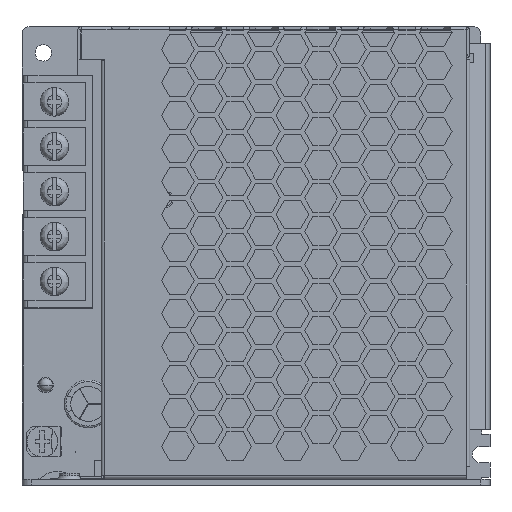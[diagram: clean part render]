
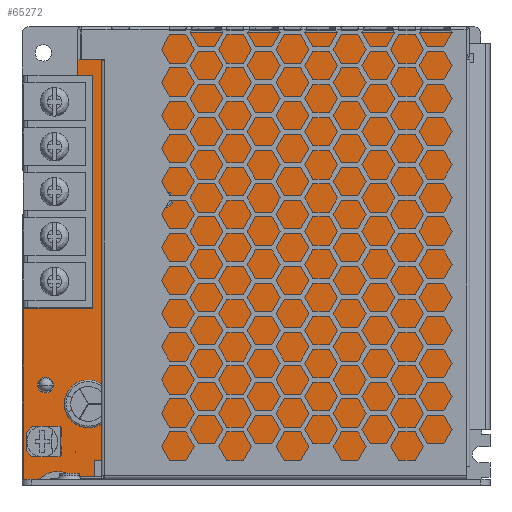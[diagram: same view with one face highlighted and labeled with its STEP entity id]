
A CAD part, top view. The second image highlights one B-rep face of the part: STEP entity #65272.
In plain terms, the highlighted planar face has unit normal (0, 0, 1).
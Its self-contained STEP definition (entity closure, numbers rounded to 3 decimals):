
#64875=DIRECTION('',(1.,0.,0.));
#64876=VECTOR('',#64875,11.483);
#64877=CARTESIAN_POINT('',(-299.417,290.025,0.));
#64878=LINE('',#64877,#64876);
#64882=DIRECTION('',(0.,1.,0.));
#64883=VECTOR('',#64882,4.);
#64884=CARTESIAN_POINT('',(-253.617,204.625,0.));
#64885=LINE('',#64884,#64883);
#64889=DIRECTION('',(-1.,0.,0.));
#64890=VECTOR('',#64889,30.8);
#64891=CARTESIAN_POINT('',(-253.617,208.625,0.));
#64892=LINE('',#64891,#64890);
#64896=DIRECTION('',(0.,-1.,0.));
#64897=VECTOR('',#64896,4.);
#64898=CARTESIAN_POINT('',(-284.417,208.625,0.));
#64899=LINE('',#64898,#64897);
#64903=CARTESIAN_POINT('',(-269.417,263.85,0.));
#64904=DIRECTION('',(0.,0.,1.));
#64905=DIRECTION('',(-1.,0.,0.));
#64906=AXIS2_PLACEMENT_3D('',#64903,#64904,#64905);
#64911=CARTESIAN_POINT('',(-269.417,263.85,0.));
#64912=DIRECTION('',(0.,0.,1.));
#64913=DIRECTION('',(1.,0.,0.));
#64914=AXIS2_PLACEMENT_3D('',#64911,#64912,#64913);
#64919=CARTESIAN_POINT('',(-288.371,210.372,0.));
#64920=DIRECTION('',(0.,0.,1.));
#64921=DIRECTION('',(-1.,0.,0.));
#64922=AXIS2_PLACEMENT_3D('',#64919,#64920,#64921);
#64927=CARTESIAN_POINT('',(-288.371,210.372,0.));
#64928=DIRECTION('',(0.,0.,1.));
#64929=DIRECTION('',(1.,0.,0.));
#64930=AXIS2_PLACEMENT_3D('',#64927,#64928,#64929);
#64935=DIRECTION('',(0.,-1.,0.));
#64936=VECTOR('',#64935,85.4);
#64937=CARTESIAN_POINT('',(-299.417,290.025,0.));
#64938=LINE('',#64937,#64936);
#64963=DIRECTION('',(1.,0.,0.));
#64964=VECTOR('',#64963,15.);
#64965=CARTESIAN_POINT('',(-299.417,204.625,0.));
#64966=LINE('',#64965,#64964);
#65079=DIRECTION('',(0.,-1.,0.));
#65080=VECTOR('',#65079,9.);
#65081=CARTESIAN_POINT('',(-287.934,299.025,0.));
#65082=LINE('',#65081,#65080);
#65093=DIRECTION('',(-1.,0.,0.));
#65094=VECTOR('',#65093,80.517);
#65095=CARTESIAN_POINT('',(-207.417,299.025,0.));
#65096=LINE('',#65095,#65094);
#65100=DIRECTION('',(0.,1.,0.));
#65101=VECTOR('',#65100,94.4);
#65102=CARTESIAN_POINT('',(-207.417,204.625,0.));
#65103=LINE('',#65102,#65101);
#65128=DIRECTION('',(1.,0.,0.));
#65129=VECTOR('',#65128,46.2);
#65130=CARTESIAN_POINT('',(-253.617,204.625,0.));
#65131=LINE('',#65130,#65129);
#65177=CARTESIAN_POINT('',(-299.417,290.025,0.));
#65178=CARTESIAN_POINT('',(-299.417,204.625,0.));
#65179=VERTEX_POINT('',#65177);
#65180=VERTEX_POINT('',#65178);
#65181=CARTESIAN_POINT('',(-287.934,290.025,0.));
#65182=VERTEX_POINT('',#65181);
#65183=CARTESIAN_POINT('',(-287.934,299.025,0.));
#65184=VERTEX_POINT('',#65183);
#65185=CARTESIAN_POINT('',(-207.417,299.025,0.));
#65186=VERTEX_POINT('',#65185);
#65187=CARTESIAN_POINT('',(-207.417,204.625,0.));
#65188=VERTEX_POINT('',#65187);
#65189=CARTESIAN_POINT('',(-253.617,204.625,0.));
#65190=VERTEX_POINT('',#65189);
#65191=CARTESIAN_POINT('',(-253.617,208.625,0.));
#65192=VERTEX_POINT('',#65191);
#65193=CARTESIAN_POINT('',(-284.417,208.625,0.));
#65194=VERTEX_POINT('',#65193);
#65195=CARTESIAN_POINT('',(-284.417,204.625,0.));
#65196=VERTEX_POINT('',#65195);
#65197=CARTESIAN_POINT('',(-271.167,263.85,0.));
#65198=CARTESIAN_POINT('',(-267.667,263.85,0.));
#65199=VERTEX_POINT('',#65197);
#65200=VERTEX_POINT('',#65198);
#65201=CARTESIAN_POINT('',(-288.433,210.372,0.));
#65202=CARTESIAN_POINT('',(-288.308,210.372,0.));
#65203=VERTEX_POINT('',#65201);
#65204=VERTEX_POINT('',#65202);
#65233=CARTESIAN_POINT('',(0.,0.,0.));
#65234=DIRECTION('',(0.,0.,1.));
#65235=DIRECTION('',(1.,0.,0.));
#65236=AXIS2_PLACEMENT_3D('',#65233,#65234,#65235);
#65237=PLANE('',#65236);
#65239=ORIENTED_EDGE('',*,*,#65238,.F.);
#65241=ORIENTED_EDGE('',*,*,#65240,.T.);
#65243=ORIENTED_EDGE('',*,*,#65242,.F.);
#65245=ORIENTED_EDGE('',*,*,#65244,.F.);
#65247=ORIENTED_EDGE('',*,*,#65246,.F.);
#65249=ORIENTED_EDGE('',*,*,#65248,.F.);
#65251=ORIENTED_EDGE('',*,*,#65250,.T.);
#65253=ORIENTED_EDGE('',*,*,#65252,.T.);
#65255=ORIENTED_EDGE('',*,*,#65254,.T.);
#65257=ORIENTED_EDGE('',*,*,#65256,.F.);
#65258=EDGE_LOOP('',(#65239,#65241,#65243,#65245,#65247,#65249,#65251,#65253,
#65255,#65257));
#65259=FACE_OUTER_BOUND('',#65258,.F.);
#65261=ORIENTED_EDGE('',*,*,#65260,.T.);
#65263=ORIENTED_EDGE('',*,*,#65262,.T.);
#65264=EDGE_LOOP('',(#65261,#65263));
#65265=FACE_BOUND('',#65264,.F.);
#65267=ORIENTED_EDGE('',*,*,#65266,.T.);
#65269=ORIENTED_EDGE('',*,*,#65268,.T.);
#65270=EDGE_LOOP('',(#65267,#65269));
#65271=FACE_BOUND('',#65270,.F.);
#64907=CIRCLE('',#64906,1.75);
#64915=CIRCLE('',#64914,1.75);
#64923=CIRCLE('',#64922,0.062);
#64931=CIRCLE('',#64930,0.062);
#65238=EDGE_CURVE('',#65179,#65180,#64938,.T.);
#65240=EDGE_CURVE('',#65179,#65182,#64878,.T.);
#65242=EDGE_CURVE('',#65184,#65182,#65082,.T.);
#65244=EDGE_CURVE('',#65186,#65184,#65096,.T.);
#65246=EDGE_CURVE('',#65188,#65186,#65103,.T.);
#65248=EDGE_CURVE('',#65190,#65188,#65131,.T.);
#65250=EDGE_CURVE('',#65190,#65192,#64885,.T.);
#65252=EDGE_CURVE('',#65192,#65194,#64892,.T.);
#65254=EDGE_CURVE('',#65194,#65196,#64899,.T.);
#65256=EDGE_CURVE('',#65180,#65196,#64966,.T.);
#65260=EDGE_CURVE('',#65199,#65200,#64907,.T.);
#65262=EDGE_CURVE('',#65200,#65199,#64915,.T.);
#65266=EDGE_CURVE('',#65203,#65204,#64923,.T.);
#65268=EDGE_CURVE('',#65204,#65203,#64931,.T.);
#65272=ADVANCED_FACE('',(#65259,#65265,#65271),#65237,.T.);
